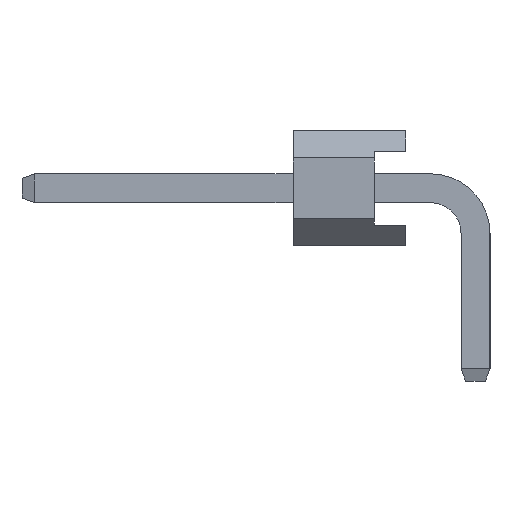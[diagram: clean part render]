
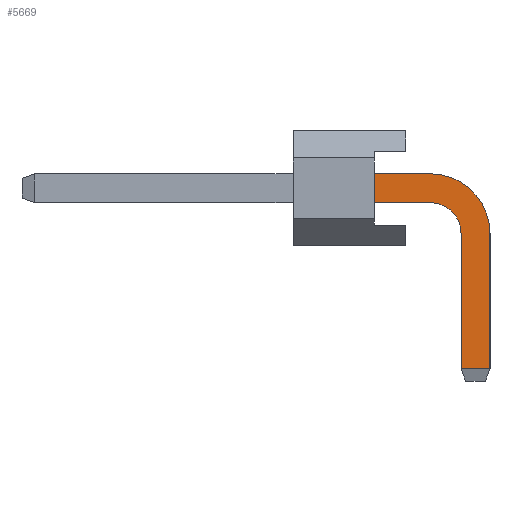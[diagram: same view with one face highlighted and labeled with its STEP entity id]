
A CAD part, left-side view. The second image highlights one B-rep face of the part: STEP entity #5669.
In plain terms, the highlighted planar face has unit normal (-1, 0, 0).
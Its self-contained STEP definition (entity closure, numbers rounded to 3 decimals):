
#5669=ADVANCED_FACE('',(#15845),#15847,.T.);
#15845=FACE_BOUND('',#15846,.T.);
#15846=EDGE_LOOP('',(#24129,#24130,#24131,#24132,#24133,#24134,#24135,#24136));
#15847=PLANE('',#15848);
#15848=AXIS2_PLACEMENT_3D('',#15849,#15850,#15851);
#15849=CARTESIAN_POINT('',(-0.32,0.32,-3.));
#15850=DIRECTION('',(-1.,0.,0.));
#15851=DIRECTION('',(0.,-1.,0.));
#24129=ORIENTED_EDGE('',*,*,#29057,.T.);
#24130=ORIENTED_EDGE('',*,*,#29058,.T.);
#24131=ORIENTED_EDGE('',*,*,#29059,.T.);
#24132=ORIENTED_EDGE('',*,*,#29060,.T.);
#24133=ORIENTED_EDGE('',*,*,#27429,.T.);
#24134=ORIENTED_EDGE('',*,*,#29061,.F.);
#24135=ORIENTED_EDGE('',*,*,#29062,.F.);
#24136=ORIENTED_EDGE('',*,*,#29063,.F.);
#27429=EDGE_CURVE('',#31413,#31414,#31415,.T.);
#29057=EDGE_CURVE('',#33969,#33970,#33971,.T.);
#29058=EDGE_CURVE('',#33970,#33972,#33973,.T.);
#29059=EDGE_CURVE('',#33972,#33974,#33975,.T.);
#29060=EDGE_CURVE('',#33974,#31413,#33976,.T.);
#29061=EDGE_CURVE('',#33977,#31414,#33978,.T.);
#29062=EDGE_CURVE('',#33979,#33977,#33980,.T.);
#29063=EDGE_CURVE('',#33969,#33979,#33981,.T.);
#31413=VERTEX_POINT('',#38209);
#31414=VERTEX_POINT('',#38210);
#31415=LINE('',#38211,#38212);
#33969=VERTEX_POINT('',#44173);
#33970=VERTEX_POINT('',#44174);
#33971=LINE('',#44175,#44176);
#33972=VERTEX_POINT('',#44178);
#33973=LINE('',#44179,#44180);
#33974=VERTEX_POINT('',#44182);
#33975=CIRCLE('',#44183,1.32);
#33976=LINE('',#44187,#44188);
#33977=VERTEX_POINT('',#44190);
#33978=LINE('',#44191,#44192);
#33979=VERTEX_POINT('',#44194);
#33980=CIRCLE('',#44195,0.68);
#33981=LINE('',#44199,#44200);
#38209=CARTESIAN_POINT('',(-0.32,2.24,1.59));
#38210=CARTESIAN_POINT('',(-0.32,2.24,0.95));
#38211=CARTESIAN_POINT('',(-0.32,2.24,1.59));
#38212=VECTOR('',#38213,1.);
#38213=DIRECTION('',(0.,0.,-1.));
#44173=CARTESIAN_POINT('',(-0.32,0.32,-2.725));
#44174=CARTESIAN_POINT('',(-0.32,-0.32,-2.725));
#44175=CARTESIAN_POINT('',(-0.32,0.32,-2.725));
#44176=VECTOR('',#44177,1.);
#44177=DIRECTION('',(0.,-1.,0.));
#44178=CARTESIAN_POINT('',(-0.32,-0.32,0.27));
#44179=CARTESIAN_POINT('',(-0.32,-0.32,-2.725));
#44180=VECTOR('',#44181,1.);
#44181=DIRECTION('',(0.,0.,1.));
#44182=CARTESIAN_POINT('',(-0.32,1.,1.59));
#44183=AXIS2_PLACEMENT_3D('',#44184,#44185,#44186);
#44184=CARTESIAN_POINT('',(-0.32,1.,0.27));
#44185=DIRECTION('',(-1.,-0.,0.));
#44186=DIRECTION('',(0.,-1.,0.));
#44187=CARTESIAN_POINT('',(-0.32,1.,1.59));
#44188=VECTOR('',#44189,1.);
#44189=DIRECTION('',(0.,1.,0.));
#44190=CARTESIAN_POINT('',(-0.32,1.,0.95));
#44191=CARTESIAN_POINT('',(-0.32,1.,0.95));
#44192=VECTOR('',#44193,1.);
#44193=DIRECTION('',(0.,1.,0.));
#44194=CARTESIAN_POINT('',(-0.32,0.32,0.27));
#44195=AXIS2_PLACEMENT_3D('',#44196,#44197,#44198);
#44196=CARTESIAN_POINT('',(-0.32,1.,0.27));
#44197=DIRECTION('',(-1.,-0.,0.));
#44198=DIRECTION('',(0.,-1.,0.));
#44199=CARTESIAN_POINT('',(-0.32,0.32,-2.725));
#44200=VECTOR('',#44201,1.);
#44201=DIRECTION('',(0.,0.,1.));
